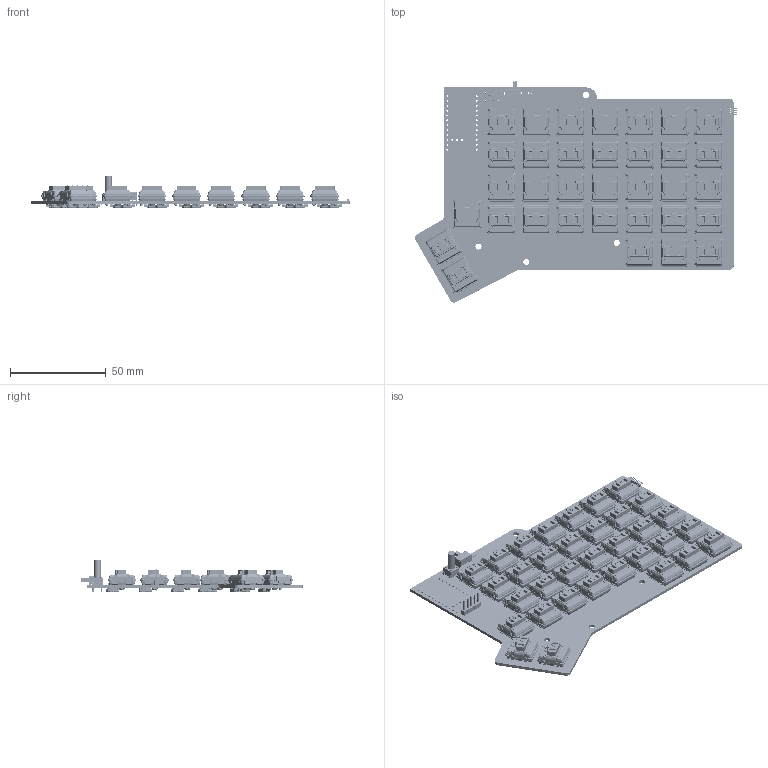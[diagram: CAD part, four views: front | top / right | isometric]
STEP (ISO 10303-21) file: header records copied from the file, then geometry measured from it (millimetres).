
FILE_DESCRIPTION(('KiCad electronic assembly'),'2;1');
FILE_NAME('keyboard-right.step','2025-01-08T19:17:03',('Pcbnew'),( 'Kicad'),'Open CASCADE STEP processor 7.7','KiCad to STEP converter' ,'Unknown');
FILE_SCHEMA(('AUTOMOTIVE_DESIGN { 1 0 10303 214 1 1 1 1 }'));
Length unit declared in the file: millimetre
Products named in the file (14): keyboard-right 1; Choc_V1; SW_Hotswap_Kailh_Choc_v1; SW_Kailh_Choc_V1_cp; PinHeader_1x09_P1.00mm_Horizontal; PinHeader_1x09_P100mm_Horizontal; SW_PUSH_6mm_H13mm; SW_PUSH_6mm_h13mm; PinHeader_1x05_P2.54mm_Vertical; PinHeader_1x05_P254mm_Vertical; SW_Slide_SPDT_Angled_CK_OS102011MA1Q; _autosave-keyboard-right_PCB
Assembly tree (79 placements, depth 3):
  keyboard-right 1
    Choc_V1  x34
      SW_Hotswap_Kailh_Choc_v1
    Choc_V1  x34
      SW_Kailh_Choc_V1_cp
    PinHeader_1x09_P1.00mm_Horizontal
      PinHeader_1x09_P100mm_Horizontal
    SW_PUSH_6mm_H13mm
      SW_PUSH_6mm_h13mm
    PinHeader_1x05_P2.54mm_Vertical
      PinHeader_1x05_P254mm_Vertical
    SW_Slide_SPDT_Angled_CK_OS102011MA1Q
      SW_Slide_SPDT_Angled_CK_OS102011MA1Q
    _autosave-keyboard-right_PCB
Bounding box: 168.07 x 115.47 x 16.5 mm (x, y, z)
Volume: 56086.7 mm3; surface area: 93647.7 mm2
Topology: 282 solids, 282 shells, 34189 faces, 91649 edges, 58635 vertices
Faces by surface type: plane 20357, bspline 9486, cylinder 4209, cone 136, torus 1
Full cylindrical faces by diameter (mm): 0.5 x9, 0.73 x2, 0.9 x3, 1 x36, 1.1 x4, 1.5 x2, 1.6 x33, 1.9 x67, 3.05 x68, 3.2 x4, 3.5 x1, 5.05 x34
Entity records: 74759 total; most frequent: CARTESIAN_POINT 16986, ORIENTED_EDGE 10240, DIRECTION 7870, EDGE_CURVE 5120, VERTEX_POINT 3261, LINE 2816, VECTOR 2816, FACE_BOUND 2551
